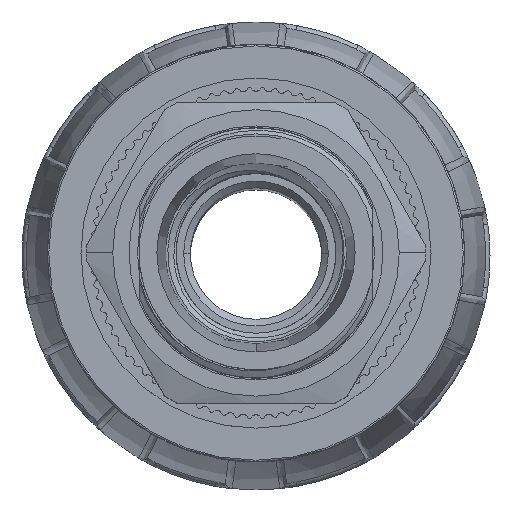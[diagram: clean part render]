
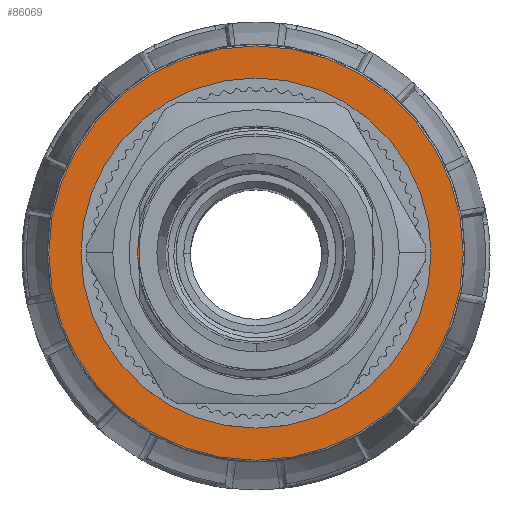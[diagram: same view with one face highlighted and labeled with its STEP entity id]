
A CAD part, top view. The second image highlights one B-rep face of the part: STEP entity #86069.
In plain terms, the highlighted planar face has unit normal (0, 0, 1).
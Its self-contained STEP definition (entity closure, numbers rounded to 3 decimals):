
#43901=CARTESIAN_POINT('',(0.,0.,-18.));
#43902=DIRECTION('',(0.,0.,1.));
#43903=DIRECTION('',(1.,0.,0.));
#43904=AXIS2_PLACEMENT_3D('',#43901,#43902,#43903);
#43906=CARTESIAN_POINT('',(0.,0.,-18.));
#43907=DIRECTION('',(0.,0.,-1.));
#43908=DIRECTION('',(1.,0.,0.));
#43909=AXIS2_PLACEMENT_3D('',#43906,#43907,#43908);
#43911=CARTESIAN_POINT('',(0.,0.,-18.));
#43912=DIRECTION('',(0.,0.,-1.));
#43913=DIRECTION('',(-1.,0.,0.));
#43914=AXIS2_PLACEMENT_3D('',#43911,#43912,#43913);
#43916=CARTESIAN_POINT('',(0.,0.,-18.));
#43917=DIRECTION('',(0.,0.,-1.));
#43918=DIRECTION('',(1.,0.,0.));
#43919=AXIS2_PLACEMENT_3D('',#43916,#43917,#43918);
#45100=CARTESIAN_POINT('',(13.9,0.,-18.));
#45102=VERTEX_POINT('',#45100);
#45104=CARTESIAN_POINT('',(-13.9,0.,-18.));
#45106=VERTEX_POINT('',#45104);
#45169=CARTESIAN_POINT('',(24.8,0.,-18.));
#45170=CARTESIAN_POINT('',(-24.8,0.,-18.));
#45171=VERTEX_POINT('',#45169);
#45172=VERTEX_POINT('',#45170);
#86053=CARTESIAN_POINT('',(0.,0.,-18.));
#86054=DIRECTION('',(0.,0.,-1.));
#86055=DIRECTION('',(1.,0.,0.));
#86056=AXIS2_PLACEMENT_3D('',#86053,#86054,#86055);
#86057=PLANE('',#86056);
#86059=ORIENTED_EDGE('',*,*,#86058,.T.);
#86061=ORIENTED_EDGE('',*,*,#86060,.T.);
#86062=EDGE_LOOP('',(#86059,#86061));
#86063=FACE_OUTER_BOUND('',#86062,.F.);
#86064=ORIENTED_EDGE('',*,*,#86043,.T.);
#86066=ORIENTED_EDGE('',*,*,#86065,.F.);
#86067=EDGE_LOOP('',(#86064,#86066));
#86068=FACE_BOUND('',#86067,.F.);
#86069=ADVANCED_FACE('',(#86063,#86068),#86057,.F.);
#43905=CIRCLE('',#43904,13.9);
#43910=CIRCLE('',#43909,24.8);
#43915=CIRCLE('',#43914,24.8);
#43920=CIRCLE('',#43919,13.9);
#86043=EDGE_CURVE('',#45102,#45106,#43905,.T.);
#86058=EDGE_CURVE('',#45171,#45172,#43910,.T.);
#86060=EDGE_CURVE('',#45172,#45171,#43915,.T.);
#86065=EDGE_CURVE('',#45102,#45106,#43920,.T.);
